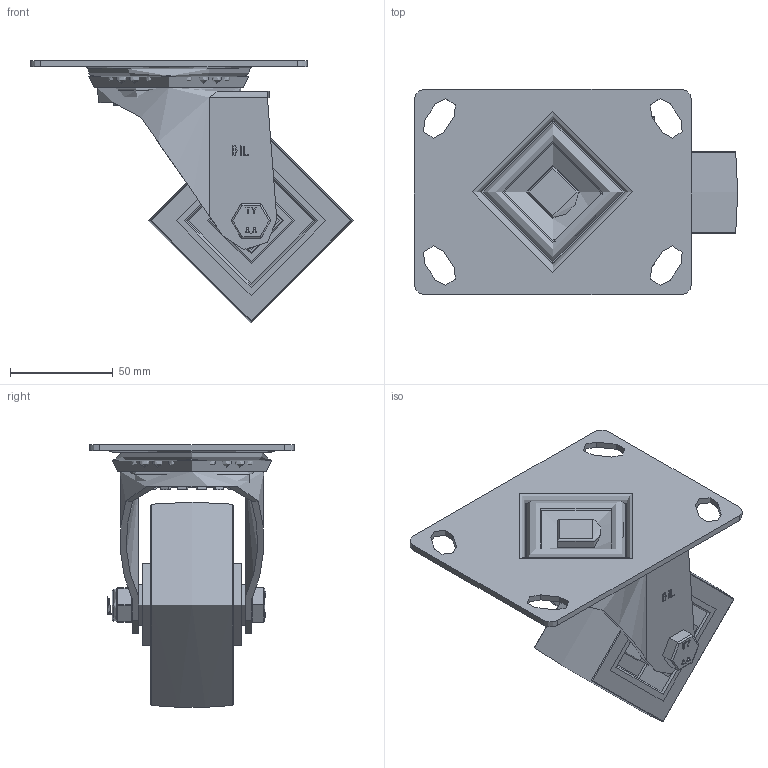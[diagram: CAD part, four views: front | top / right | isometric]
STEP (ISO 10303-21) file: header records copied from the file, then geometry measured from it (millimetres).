
FILE_DESCRIPTION(/* description */ (''),/* implementation_level */ '2;1');
FILE_NAME(/* name */ 'BZEH100NPBJLP.step',/* time_stamp */ '2025-06-05T10:41:31+01:00',/* author */ (''),/* organization */ (''),/* preprocessor_version */ 'ST-DEVELOPER v20.1',/* originating_system */ 'Autodesk Translation Framework v14.10.0.0',/* authorisation */ '');
FILE_SCHEMA (('AUTOMOTIVE_DESIGN { 1 0 10303 214 3 1 1 }'));
Length unit declared in the file: millimetre
Products named in the file (31): BZEH100NPBJLP; BZH100WNPBJM15 v1; POLYURETHANE TYRE; NYLON RIM; BEARING6002; Pattern (1); BEARING6002 (1); Pattern (1) (1); Component1; METAL; METAL2; MIDDLE; RUBBER; BEARING SPACER; BZEH100ASLP - 52 v1; ZINC PLATED, PRESSED STEEL TOP PLATE (1); ZINC PLATED, PRESSED STEEL TOP PLATE Geometry (1); Pattern (2); Component2 (1); ZINC PLATED, PRESSED STEEL FORKS (1); BEARING SEAL (1); TH15X2X10 v1; ZINC PLATED HEADED SPACER; TH15X2X10 v1 (1); ZINC PLATED HEADED SPACER (1); HEXBOLTM10X70Z8.8 v2; GRADE 8.8 THREADED ZINC PLATED BOLT; NYLOCM10Z v1; NYLOC NUT; RUBBER (1); NUT
Assembly tree (72 placements, depth 5):
  BZEH100NPBJLP
    BZH100WNPBJM15 v1
      POLYURETHANE TYRE
      NYLON RIM
      BEARING6002
        METAL
        METAL2
        Pattern (1)
          Component1  x9
        MIDDLE
        RUBBER  x2
      BEARING6002 (1)
        Pattern (1) (1)
          Component1  x9
        METAL
        METAL2
        MIDDLE
        RUBBER  x2
      BEARING SPACER
    BZEH100ASLP - 52 v1
      ZINC PLATED, PRESSED STEEL TOP PLATE (1)
        ZINC PLATED, PRESSED STEEL TOP PLATE Geometry (1)
        Pattern (2)
          Component2 (1)  x20
      ZINC PLATED, PRESSED STEEL FORKS (1)
      BEARING SEAL (1)
    TH15X2X10 v1
      ZINC PLATED HEADED SPACER
    TH15X2X10 v1 (1)
      ZINC PLATED HEADED SPACER (1)
    HEXBOLTM10X70Z8.8 v2
      GRADE 8.8 THREADED ZINC PLATED BOLT
    NYLOCM10Z v1
      NYLOC NUT
        RUBBER (1)
        NUT
Bounding box: 157.5 x 100 x 127.89 mm (x, y, z)
Volume: 341141.4 mm3; surface area: 153514.7 mm2
Topology: 59 solids, 59 shells, 1244 faces, 3134 edges, 2033 vertices
Faces by surface type: plane 489, bspline 404, cylinder 188, sphere 86, torus 50, cone 27
Full cylindrical faces by diameter (mm): 8.141 x18, 9.85 x19, 10 x3, 10.2 x2, 10.5 x2, 12 x2, 14.75 x2, 15 x3, 16 x2, 19 x3, 20 x6, 20.5 x4, 21 x1, 21.5 x4, 25 x2, 26.8 x4, 28 x2, 28.2 x8, 30 x2, 32 x4, 40 x2, 54 x1, 63 x2, 64 x1, 70 x1, 73 x2
Entity records: 29025 total; most frequent: CARTESIAN_POINT 11909, ORIENTED_EDGE 3470, DIRECTION 3159, EDGE_CURVE 1735, AXIS2_PLACEMENT_3D 1211, VERTEX_POINT 1115, EDGE_LOOP 823, LINE 737
